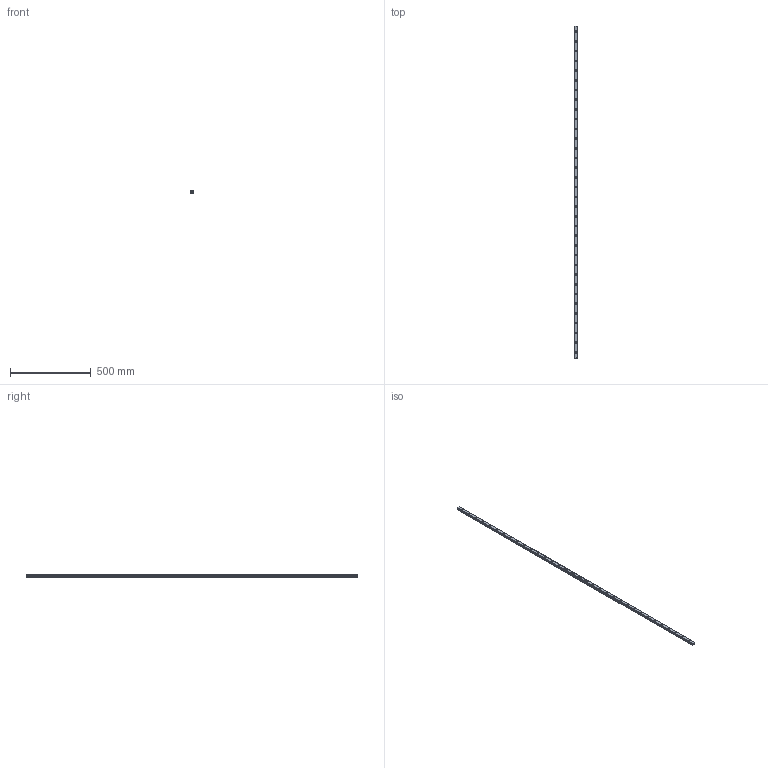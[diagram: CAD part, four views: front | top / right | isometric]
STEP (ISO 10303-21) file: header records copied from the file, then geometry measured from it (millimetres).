
FILE_DESCRIPTION(('STEP AP214'),'1');
FILE_NAME('cctmp_EA6165F9-B57F-4A30-BB83-B00A30D1D941_2021_02_09_11_46_26_0593..stp','2021-02-09T10:46:26',('HIWIN GmbH'),('CADClick - www.CADClick.com'),'Spatial InterOp 3D',' ','unknown authorization');
FILE_SCHEMA(('AUTOMOTIVE_DESIGN'));
Length unit declared in the file: millimetre
Products named in the file (1): EGR20R2050C_FILE
Bounding box: 20 x 2050 x 15.5 mm (x, y, z)
Volume: 550243.4 mm3; surface area: 164019.5 mm2
Topology: 1 solids, 1 shells, 511 faces, 1175 edges, 738 vertices
Faces by surface type: plane 289, cylinder 222
Entity records: 18633 total; most frequent: DIRECTION 2779, CARTESIAN_POINT 2425, ORIENTED_EDGE 2350, EDGE_CURVE 1175, AXIS2_PLACEMENT_3D 1092, VERTEX_POINT 738, LINE 595, VECTOR 595
